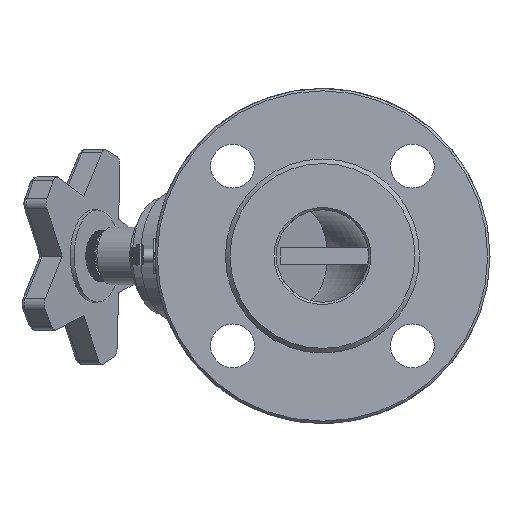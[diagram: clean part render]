
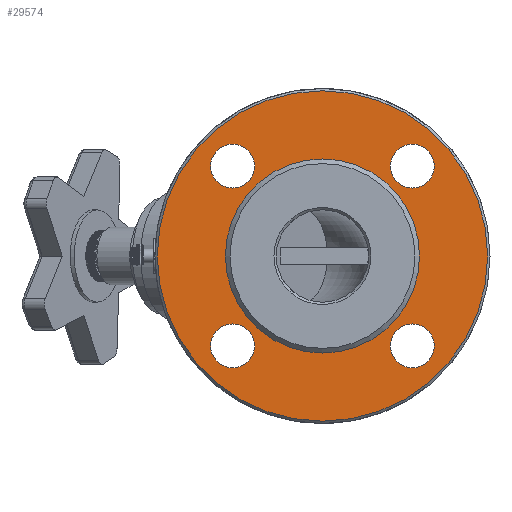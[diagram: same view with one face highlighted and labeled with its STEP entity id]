
A CAD part, left-side view. The second image highlights one B-rep face of the part: STEP entity #29574.
In plain terms, the highlighted planar face has unit normal (-1, 0, 0).
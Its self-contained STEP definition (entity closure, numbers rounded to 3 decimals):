
#379=FACE_BOUND('',#3676,.T.);
#380=FACE_BOUND('',#3677,.T.);
#381=FACE_BOUND('',#3678,.T.);
#382=FACE_BOUND('',#3679,.T.);
#383=FACE_BOUND('',#3680,.T.);
#1987=FACE_OUTER_BOUND('',#3675,.T.);
#3675=EDGE_LOOP('',(#23071));
#3676=EDGE_LOOP('',(#23072));
#3677=EDGE_LOOP('',(#23073));
#3678=EDGE_LOOP('',(#23074));
#3679=EDGE_LOOP('',(#23075));
#3680=EDGE_LOOP('',(#23076));
#5071=CIRCLE('',#32107,71.5);
#5072=CIRCLE('',#32109,42.);
#5073=CIRCLE('',#32110,9.5);
#5074=CIRCLE('',#32111,9.5);
#5075=CIRCLE('',#32112,9.5);
#5076=CIRCLE('',#32113,9.5);
#12477=VERTEX_POINT('',#49201);
#12478=VERTEX_POINT('',#49205);
#12479=VERTEX_POINT('',#49207);
#12480=VERTEX_POINT('',#49209);
#12481=VERTEX_POINT('',#49211);
#12482=VERTEX_POINT('',#49213);
#16053=EDGE_CURVE('',#12477,#12477,#5071,.T.);
#16054=EDGE_CURVE('',#12478,#12478,#5072,.T.);
#16055=EDGE_CURVE('',#12479,#12479,#5073,.T.);
#16056=EDGE_CURVE('',#12480,#12480,#5074,.T.);
#16057=EDGE_CURVE('',#12481,#12481,#5075,.T.);
#16058=EDGE_CURVE('',#12482,#12482,#5076,.T.);
#23071=ORIENTED_EDGE('',*,*,#16053,.F.);
#23072=ORIENTED_EDGE('',*,*,#16054,.F.);
#23073=ORIENTED_EDGE('',*,*,#16055,.F.);
#23074=ORIENTED_EDGE('',*,*,#16056,.F.);
#23075=ORIENTED_EDGE('',*,*,#16057,.F.);
#23076=ORIENTED_EDGE('',*,*,#16058,.F.);
#26395=PLANE('',#32108);
#29574=ADVANCED_FACE('',(#1987,#379,#380,#381,#382,#383),#26395,.F.);
#32107=AXIS2_PLACEMENT_3D('',#49203,#38440,#38441);
#32108=AXIS2_PLACEMENT_3D('',#49204,#38442,#38443);
#32109=AXIS2_PLACEMENT_3D('',#49206,#38444,#38445);
#32110=AXIS2_PLACEMENT_3D('',#49208,#38446,#38447);
#32111=AXIS2_PLACEMENT_3D('',#49210,#38448,#38449);
#32112=AXIS2_PLACEMENT_3D('',#49212,#38450,#38451);
#32113=AXIS2_PLACEMENT_3D('',#49214,#38452,#38453);
#38440=DIRECTION('center_axis',(1.,0.,0.));
#38441=DIRECTION('ref_axis',(0.,-1.,0.));
#38442=DIRECTION('center_axis',(1.,0.,0.));
#38443=DIRECTION('ref_axis',(0.,0.,-1.));
#38444=DIRECTION('center_axis',(-1.,0.,0.));
#38445=DIRECTION('ref_axis',(0.,0.,-1.));
#38446=DIRECTION('center_axis',(-1.,0.,0.));
#38447=DIRECTION('ref_axis',(0.,-1.,0.));
#38448=DIRECTION('center_axis',(-1.,0.,0.));
#38449=DIRECTION('ref_axis',(0.,-1.,0.));
#38450=DIRECTION('center_axis',(-1.,0.,0.));
#38451=DIRECTION('ref_axis',(0.,-1.,0.));
#38452=DIRECTION('center_axis',(-1.,0.,0.));
#38453=DIRECTION('ref_axis',(0.,-1.,0.));
#49201=CARTESIAN_POINT('',(0.,71.5,0.));
#49203=CARTESIAN_POINT('Origin',(0.,0.,0.));
#49204=CARTESIAN_POINT('Origin',(0.,0.,0.));
#49205=CARTESIAN_POINT('',(0.,0.,42.));
#49206=CARTESIAN_POINT('Origin',(0.,0.,0.));
#49207=CARTESIAN_POINT('',(0.,48.391,38.891));
#49208=CARTESIAN_POINT('Origin',(0.,38.891,38.891));
#49209=CARTESIAN_POINT('',(0.,-29.391,38.891));
#49210=CARTESIAN_POINT('Origin',(0.,-38.891,38.891));
#49211=CARTESIAN_POINT('',(0.,-29.391,-38.891));
#49212=CARTESIAN_POINT('Origin',(0.,-38.891,-38.891));
#49213=CARTESIAN_POINT('',(0.,48.391,-38.891));
#49214=CARTESIAN_POINT('Origin',(0.,38.891,-38.891));
